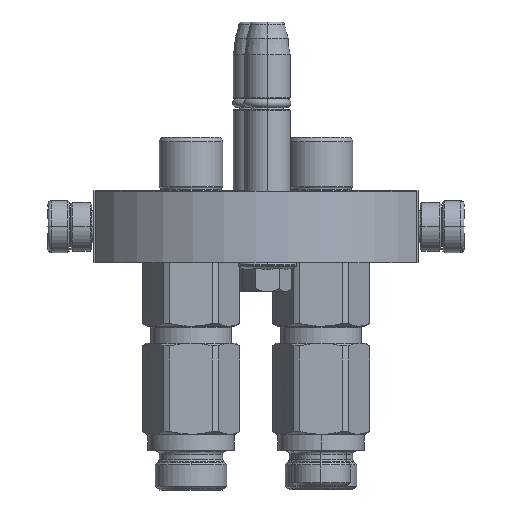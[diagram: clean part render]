
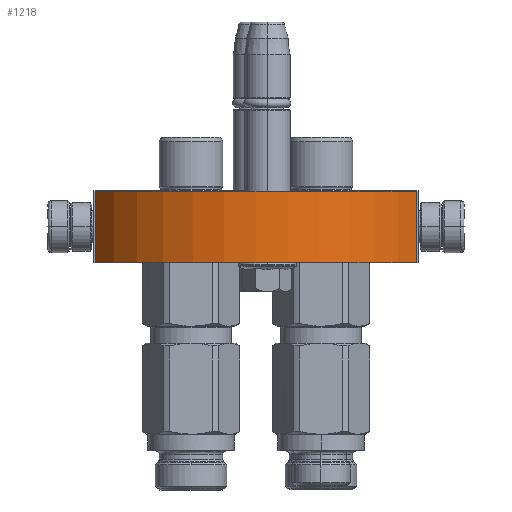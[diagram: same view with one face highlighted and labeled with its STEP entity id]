
A CAD part, left-side view. The second image highlights one B-rep face of the part: STEP entity #1218.
In plain terms, the highlighted cylindrical face has radius 57.25 mm (diameter 114.5 mm), a partial arc.
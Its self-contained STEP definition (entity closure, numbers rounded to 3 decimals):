
#324 = EDGE_CURVE ( 'NONE', #40844, #1689, #3862, .T. ) ;
#360 = VECTOR ( 'NONE', #45148, 1000. ) ;
#1184 = ORIENTED_EDGE ( 'NONE', *, *, #324, .F. ) ;
#1218 = ADVANCED_FACE ( 'NONE', ( #13281 ), #32842, .T. ) ;
#1689 = VERTEX_POINT ( 'NONE', #49882 ) ;
#1872 = DIRECTION ( 'NONE',  ( 0., 0., 1. ) ) ;
#2429 = VERTEX_POINT ( 'NONE', #39462 ) ;
#3862 = CIRCLE ( 'NONE', #7803, 57.25 ) ;
#7803 = AXIS2_PLACEMENT_3D ( 'NONE', #45733, #45392, #37117 ) ;
#8649 = DIRECTION ( 'NONE',  ( 0.865, 0.502, 0. ) ) ;
#9233 = AXIS2_PLACEMENT_3D ( 'NONE', #37380, #21106, #37563 ) ;
#11236 = ORIENTED_EDGE ( 'NONE', *, *, #39295, .T. ) ;
#13281 = FACE_OUTER_BOUND ( 'NONE', #40653, .T. ) ;
#18736 = LINE ( 'NONE', #48954, #360 ) ;
#19806 = EDGE_CURVE ( 'NONE', #2429, #40844, #18736, .T. ) ;
#21106 = DIRECTION ( 'NONE',  ( 0., 0., -1. ) ) ;
#26219 = CIRCLE ( 'NONE', #52180, 57.25 ) ;
#27126 = EDGE_CURVE ( 'NONE', #2429, #36412, #26219, .T. ) ;
#29115 = CARTESIAN_POINT ( 'NONE',  ( 0., 0., 0. ) ) ;
#29728 = VECTOR ( 'NONE', #1872, 1000. ) ;
#32842 = CYLINDRICAL_SURFACE ( 'NONE', #9233, 57.25 ) ;
#36412 = VERTEX_POINT ( 'NONE', #37356 ) ;
#37117 = DIRECTION ( 'NONE',  ( 0.865, 0.502, 0. ) ) ;
#37356 = CARTESIAN_POINT ( 'NONE',  ( -49.5, 28.763, 0. ) ) ;
#37380 = CARTESIAN_POINT ( 'NONE',  ( 0., 0., 0. ) ) ;
#37563 = DIRECTION ( 'NONE',  ( 1., 0., 0. ) ) ;
#39295 = EDGE_CURVE ( 'NONE', #36412, #1689, #51834, .T. ) ;
#39462 = CARTESIAN_POINT ( 'NONE',  ( 49.5, 28.763, 0. ) ) ;
#40629 = ORIENTED_EDGE ( 'NONE', *, *, #19806, .F. ) ;
#40653 = EDGE_LOOP ( 'NONE', ( #45877, #11236, #1184, #40629 ) ) ;
#40844 = VERTEX_POINT ( 'NONE', #46578 ) ;
#41316 = DIRECTION ( 'NONE',  ( 0., 0., 1. ) ) ;
#45148 = DIRECTION ( 'NONE',  ( 0., 0., 1. ) ) ;
#45392 = DIRECTION ( 'NONE',  ( 0., 0., 1. ) ) ;
#45733 = CARTESIAN_POINT ( 'NONE',  ( 0., 0., 22. ) ) ;
#45866 = CARTESIAN_POINT ( 'NONE',  ( -49.5, 28.763, 0. ) ) ;
#45877 = ORIENTED_EDGE ( 'NONE', *, *, #27126, .T. ) ;
#46578 = CARTESIAN_POINT ( 'NONE',  ( 49.5, 28.763, 22. ) ) ;
#48954 = CARTESIAN_POINT ( 'NONE',  ( 49.5, 28.763, 0. ) ) ;
#49882 = CARTESIAN_POINT ( 'NONE',  ( -49.5, 28.763, 22. ) ) ;
#51834 = LINE ( 'NONE', #45866, #29728 ) ;
#52180 = AXIS2_PLACEMENT_3D ( 'NONE', #29115, #41316, #8649 ) ;
